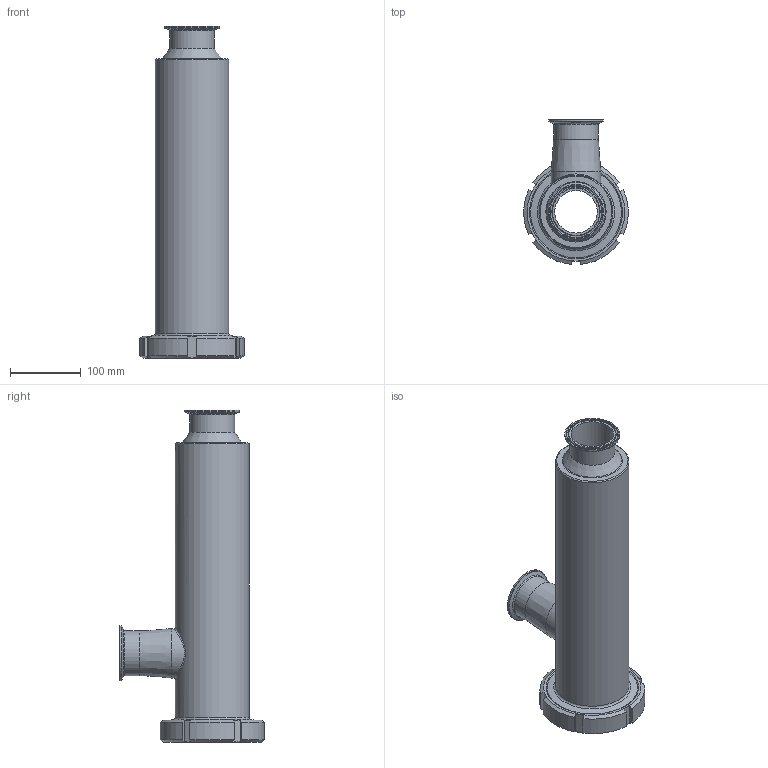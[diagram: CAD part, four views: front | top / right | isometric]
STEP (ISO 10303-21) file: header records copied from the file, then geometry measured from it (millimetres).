
FILE_DESCRIPTION(/* description */ (''),/* implementation_level */ '2;1');
FILE_NAME(/* name */ '09060144000X.stp',/* time_stamp */ '2016-12-07T11:19:46+01:00',/* author */ ('mbohlen'),/* organization */ (''),/* preprocessor_version */ 'ST-DEVELOPER v15.6',/* originating_system */ 'Autodesk Inventor 2015',/* authorisation */ '');
FILE_SCHEMA (('AUTOMOTIVE_DESIGN { 1 0 10303 214 3 1 1 }'));
Length unit declared in the file: millimetre
Products named in the file (1): ENG-020266_Shrinkwrap_1
Bounding box: 148 x 204.76 x 469.5 mm (x, y, z)
Volume: 560021.3 mm3; surface area: 364397.5 mm2
Topology: 1 solids, 3 shells, 100 faces, 226 edges, 139 vertices
Faces by surface type: plane 33, cone 28, cylinder 23, torus 14, bspline 2
Full cylindrical faces by diameter (mm): 60.2 x2, 63.5 x2, 66 x1, 70 x1, 73 x1, 77.5 x2, 100 x1, 104 x3, 113.8 x1, 114 x1, 115 x1, 130.4 x1
Entity records: 3007 total; most frequent: CARTESIAN_POINT 993, DIRECTION 392, ORIENTED_EDGE 324, AXIS2_PLACEMENT_3D 184, EDGE_LOOP 164, EDGE_CURVE 161, VERTEX_POINT 123, STYLED_ITEM 101
